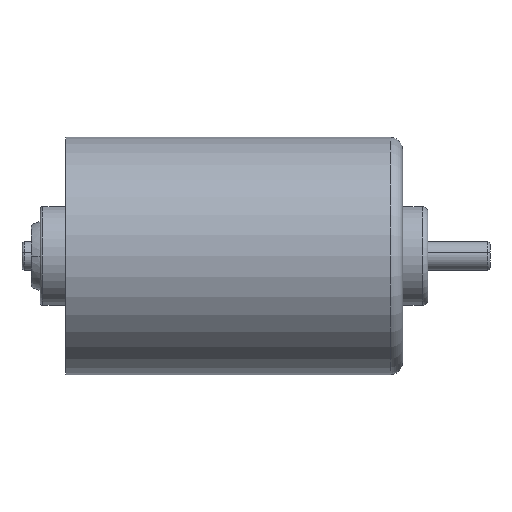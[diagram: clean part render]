
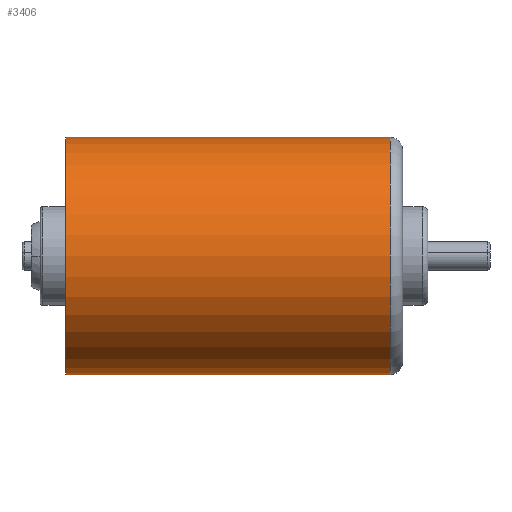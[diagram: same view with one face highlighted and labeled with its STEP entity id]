
A CAD part, front view. The second image highlights one B-rep face of the part: STEP entity #3406.
In plain terms, the highlighted cylindrical face has radius 21.05 mm (diameter 42.1 mm), a partial arc.
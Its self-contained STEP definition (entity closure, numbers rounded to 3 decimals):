
#130 = AXIS2_PLACEMENT_3D ( 'NONE', #1236, #3454, #3423 ) ;
#234 = LINE ( 'NONE', #3346, #2490 ) ;
#282 = VERTEX_POINT ( 'NONE', #2810 ) ;
#287 = EDGE_LOOP ( 'NONE', ( #1615, #1494, #5086, #1863 ) ) ;
#451 = FACE_OUTER_BOUND ( 'NONE', #287, .T. ) ;
#499 = CYLINDRICAL_SURFACE ( 'NONE', #4472, 21.05 ) ;
#564 = CARTESIAN_POINT ( 'NONE',  ( 27.65, 0., -21.05 ) ) ;
#918 = VERTEX_POINT ( 'NONE', #564 ) ;
#939 = DIRECTION ( 'NONE',  ( -1., 0., 0. ) ) ;
#1075 = EDGE_CURVE ( 'NONE', #3356, #282, #234, .T. ) ;
#1236 = CARTESIAN_POINT ( 'NONE',  ( 27.65, 0., 0. ) ) ;
#1253 = EDGE_CURVE ( 'NONE', #2087, #282, #5679, .T. ) ;
#1320 = CARTESIAN_POINT ( 'NONE',  ( -29.85, 0., -21.05 ) ) ;
#1494 = ORIENTED_EDGE ( 'NONE', *, *, #1591, .T. ) ;
#1591 = EDGE_CURVE ( 'NONE', #918, #3356, #4829, .T. ) ;
#1615 = ORIENTED_EDGE ( 'NONE', *, *, #4163, .F. ) ;
#1822 = CARTESIAN_POINT ( 'NONE',  ( -29.85, 0., 0. ) ) ;
#1863 = ORIENTED_EDGE ( 'NONE', *, *, #1253, .F. ) ;
#2087 = VERTEX_POINT ( 'NONE', #1320 ) ;
#2490 = VECTOR ( 'NONE', #5151, 1000. ) ;
#2729 = DIRECTION ( 'NONE',  ( 0., 0., 1. ) ) ;
#2810 = CARTESIAN_POINT ( 'NONE',  ( -29.85, 0., 21.05 ) ) ;
#3167 = DIRECTION ( 'NONE',  ( 0., 0., 1. ) ) ;
#3346 = CARTESIAN_POINT ( 'NONE',  ( -29.85, 0., 21.05 ) ) ;
#3356 = VERTEX_POINT ( 'NONE', #3941 ) ;
#3406 = ADVANCED_FACE ( 'NONE', ( #451 ), #499, .T. ) ;
#3423 = DIRECTION ( 'NONE',  ( 0., 0., 1. ) ) ;
#3454 = DIRECTION ( 'NONE',  ( -1., 0., 0. ) ) ;
#3459 = CARTESIAN_POINT ( 'NONE',  ( -29.85, 0., 0. ) ) ;
#3537 = VECTOR ( 'NONE', #4449, 1000. ) ;
#3683 = AXIS2_PLACEMENT_3D ( 'NONE', #3459, #939, #2729 ) ;
#3941 = CARTESIAN_POINT ( 'NONE',  ( 27.65, 0., 21.05 ) ) ;
#4093 = CARTESIAN_POINT ( 'NONE',  ( -29.85, 0., -21.05 ) ) ;
#4163 = EDGE_CURVE ( 'NONE', #918, #2087, #5445, .T. ) ;
#4449 = DIRECTION ( 'NONE',  ( -1., 0., 0. ) ) ;
#4472 = AXIS2_PLACEMENT_3D ( 'NONE', #1822, #4495, #3167 ) ;
#4495 = DIRECTION ( 'NONE',  ( -1., 0., 0. ) ) ;
#4829 = CIRCLE ( 'NONE', #130, 21.05 ) ;
#5086 = ORIENTED_EDGE ( 'NONE', *, *, #1075, .T. ) ;
#5151 = DIRECTION ( 'NONE',  ( -1., 0., 0. ) ) ;
#5445 = LINE ( 'NONE', #4093, #3537 ) ;
#5679 = CIRCLE ( 'NONE', #3683, 21.05 ) ;
